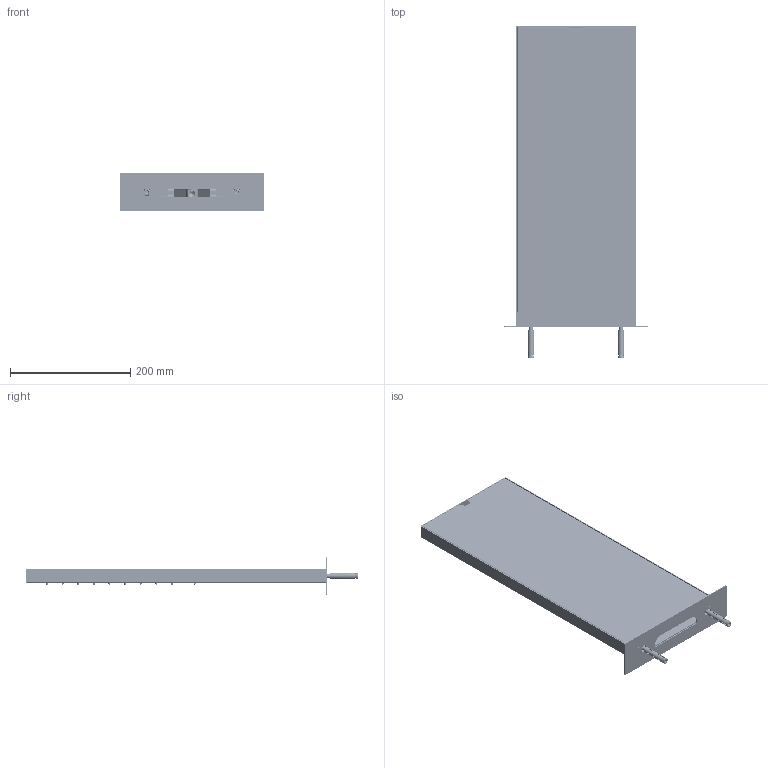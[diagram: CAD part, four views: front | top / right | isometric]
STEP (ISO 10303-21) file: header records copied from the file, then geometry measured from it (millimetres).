
FILE_DESCRIPTION(('STEP AP214'),'1');
FILE_NAME('Art.5165.stp','2020-05-28T14:57:57',(' '),(' '),'Spatial InterOp 3D',' ',' ');
FILE_SCHEMA(('AUTOMOTIVE_DESIGN { 1 0 10303 214 1 1 1 1 }'));
Length unit declared in the file: millimetre
Products named in the file (250): S.01017b; ASSEM1; S.01017; S.01017a; Art.5165; 22517; S.00110; S.00207; 22280; S.00340; 21736; S.00211; P-13033; 22231; T.RA013; 22234; 22233; 22232; S.01030; 21735; 21500; 22322; P.00100; 22323; P_13025; 21734; 21501
Assembly tree (370 placements, depth 5):
  Art.5165
    S.01017  x2
      S.01017b
        ASSEM1
        S.01017b
      S.01017a
    22517
      S.00110  x6
      S.00207  x6
        ASSEM1
        S.00207
      22280  x4
      S.00340  x6
        ASSEM1
        (unnamed)
        (unnamed)
        (unnamed)
        (unnamed)
        S.00340
      21736  x2
      S.00211  x2
      P-13033
      22231
        ASSEM1
        T.RA013
          ASSEM1
          T.RA013
        22234
        22233
        22232
      S.01030  x2
        ASSEM1
        (unnamed)
        (unnamed)
        (unnamed)
        S.01030
      21735
      21500
        ASSEM1
        (unnamed)
        (unnamed)
        21500
      22322
        ASSEM1
        (unnamed)
        (unnamed)
        (unnamed)
        (unnamed)
        (unnamed)
        (unnamed)
        (unnamed)
        (unnamed)
        (unnamed)
        (unnamed)
        (unnamed)
        (unnamed)
        (unnamed)
        (unnamed)
        (unnamed)
        (unnamed)
Bounding box: 240 x 553 x 64 mm (x, y, z)
Volume: 508888 mm3; surface area: 865820.5 mm2
Topology: 143 solids, 143 shells, 5140 faces, 13455 edges, 8826 vertices
Faces by surface type: cylinder 2699, torus 1157, plane 1047, cone 141, sphere 92, bspline 4
Full cylindrical faces by diameter (mm): 0.4 x6, 1.5 x99, 1.7 x99, 3.1 x99, 3.3 x105, 4 x6, 4.4 x6, 4.6 x6, 5 x200, 6 x6, 6.2 x4, 7.6 x2, 8 x2, 8.4 x2, 8.566 x2, 9.8 x4, 10 x103, 12 x6, 13.9 x2, 14.1 x2, 20 x2
Entity records: 86453 total; most frequent: CARTESIAN_POINT 19481, ORIENTED_EDGE 9044, DIRECTION 8010, EDGE_CURVE 4522, AXIS2_PLACEMENT_3D 3396, VERTEX_POINT 3131, EDGE_LOOP 2418, B_SPLINE_CURVE_WITH_KNOTS 2226
